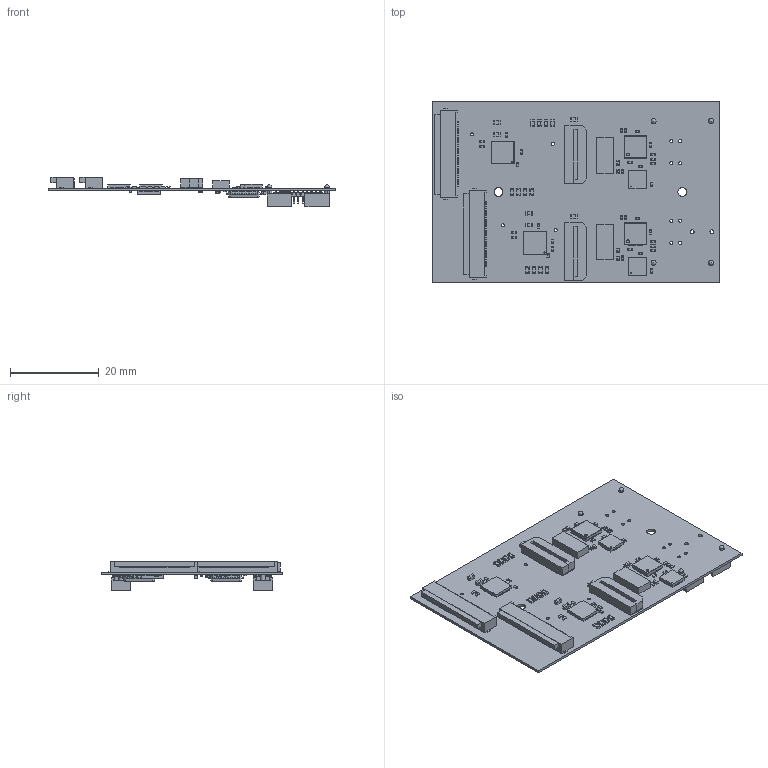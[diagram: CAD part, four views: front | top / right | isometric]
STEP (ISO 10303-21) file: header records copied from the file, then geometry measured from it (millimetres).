
FILE_DESCRIPTION(('Open CASCADE Model'),'2;1');
FILE_NAME('Open CASCADE Shape Model','2015-06-16T14:48:01',('Author'),( 'Open CASCADE'),'Open CASCADE STEP processor 6.5','Open CASCADE 6.5' ,'Unknown');
FILE_SCHEMA(('AUTOMOTIVE_DESIGN { 1 0 10303 214 1 1 1 1 }'));
Length unit declared in the file: millimetre
Products named in the file (119): PCB; BoardDOH_MB_v2.1.1; IC6DOH_MB_v2.1.1; QFN28-5x5; 633201312; Extruded; R28DOH_MB_v2.1.1; 0402-R; R27DOH_MB_v2.1.1; R26DOH_MB_v2.1.1; IC9DOH_MB_v2.1.1; QFN32-5x5; 533903776; IC8DOH_MB_v2.1.1; IC4DOH_MB_v2.1.1; R8DOH_MB_v2.1.1; R6DOH_MB_v2.1.1; R7DOH_MB_v2.1.1; IC2DOH_MB_v2.1.1; R11DOH_MB_v2.1.1; R10DOH_MB_v2.1.1; R9DOH_MB_v2.1.1; R24DOH_MB_v2.1.1; R25DOH_MB_v2.1.1; R23DOH_MB_v2.1.1; R4DOH_MB_v2.1.1; R5DOH_MB_v2.1.1; R3DOH_MB_v2.1.1; Q2DOH_MB_v2.1.1; 633201696; Q1DOH_MB_v2.1.1; C16DOH_MB_v2.1.1; 0402-C; C15DOH_MB_v2.1.1; C14DOH_MB_v2.1.1; C13DOH_MB_v2.1.1; C12DOH_MB_v2.1.1; C6DOH_MB_v2.1.1; C5DOH_MB_v2.1.1; C4DOH_MB_v2.1.1 ...
Assembly tree (232 placements, depth 4):
  PCB
    BoardDOH_MB_v2.1.1
    IC6DOH_MB_v2.1.1
      QFN28-5x5
      633201312
        Extruded
    R28DOH_MB_v2.1.1
      0402-R
    R27DOH_MB_v2.1.1
      0402-R
    R26DOH_MB_v2.1.1
      0402-R
    IC9DOH_MB_v2.1.1
      QFN32-5x5
      533903776
        Extruded
    IC8DOH_MB_v2.1.1
      QFN32-5x5
      533903776
        Extruded
    IC4DOH_MB_v2.1.1
      QFN32-5x5
      533903776
        Extruded
    R8DOH_MB_v2.1.1
      0402-R
    R6DOH_MB_v2.1.1
      0402-R
    R7DOH_MB_v2.1.1
      0402-R
    IC2DOH_MB_v2.1.1
      QFN28-5x5
      633201312
        Extruded
    R11DOH_MB_v2.1.1
      0402-R
    R10DOH_MB_v2.1.1
      0402-R
    R9DOH_MB_v2.1.1
      0402-R
    R24DOH_MB_v2.1.1
      0402-R
    R25DOH_MB_v2.1.1
      0402-R
    R23DOH_MB_v2.1.1
      0402-R
    R4DOH_MB_v2.1.1
      0402-R
    R5DOH_MB_v2.1.1
      0402-R
    R3DOH_MB_v2.1.1
      0402-R
    Q2DOH_MB_v2.1.1
      633201696
        Extruded
    Q1DOH_MB_v2.1.1
      633201696
        Extruded
    C16DOH_MB_v2.1.1
      0402-C
Bounding box: 65 x 41 x 6.68 mm (x, y, z)
Volume: 2846.5 mm3; surface area: 9679.7 mm2
Topology: 224 solids, 232 shells, 7169 faces, 17943 edges, 11042 vertices
Faces by surface type: plane 5959, cylinder 960, sphere 236, cone 14
Full cylindrical faces by diameter (mm): 0.7 x12, 0.9 x6, 1.13 x4, 2 x2
Entity records: 126205 total; most frequent: CARTESIAN_POINT 21983, DIRECTION 17471, LINE 12511, VECTOR 12511, ORIENTED_EDGE 9204, PCURVE 9202, DEFINITIONAL_REPRESENTATION 9202, EDGE_CURVE 4601
